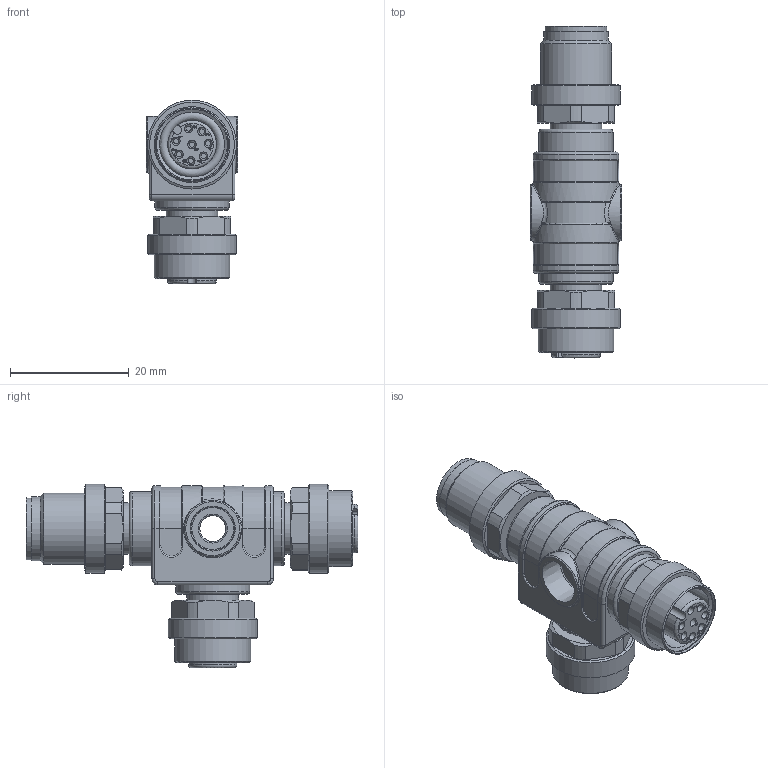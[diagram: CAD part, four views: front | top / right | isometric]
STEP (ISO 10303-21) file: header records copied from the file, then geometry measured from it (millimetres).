
FILE_DESCRIPTION(/* description */ (''),/* implementation_level */ '2;1');
FILE_NAME(/* name */ 'FKM8-FKM8-FSM8.stp',/* time_stamp */ '2018-08-28T15:35:13+02:00',/* author */ (''),/* organization */ (''),/* preprocessor_version */ 'ST-DEVELOPER v16',/* originating_system */ 'SIEMENS PLM Software NX 10.0',/* authorisation */ '');
FILE_SCHEMA (('AUTOMOTIVE_DESIGN { 1 0 10303 214 3 1 1 1 }'));
Length unit declared in the file: millimetre
Products named in the file (1): FKM8-FKM8-FSM8
Bounding box: 15.4 x 56 x 31 mm (x, y, z)
Volume: 9306.8 mm3; surface area: 5836.1 mm2
Topology: 1 solids, 1 shells, 639 faces, 1615 edges, 1053 vertices
Faces by surface type: plane 236, extrusion 204, cylinder 100, cone 49, torus 32, bspline 10, sphere 8
Full cylindrical faces by diameter (mm): 0.8 x8, 0.9 x16, 4.4 x1, 8.3 x1, 8.7 x3, 9.5 x2, 10.5 x1, 10.8 x1, 10.95 x2, 12 x1, 12.3 x2, 12.5 x3, 12.8 x2, 15 x3
Entity records: 20776 total; most frequent: CARTESIAN_POINT 7217, ORIENTED_EDGE 2940, DIRECTION 2132, EDGE_CURVE 1470, VERTEX_POINT 1004, B_SPLINE_CURVE_WITH_KNOTS 885, EDGE_LOOP 812, AXIS2_PLACEMENT_3D 713
